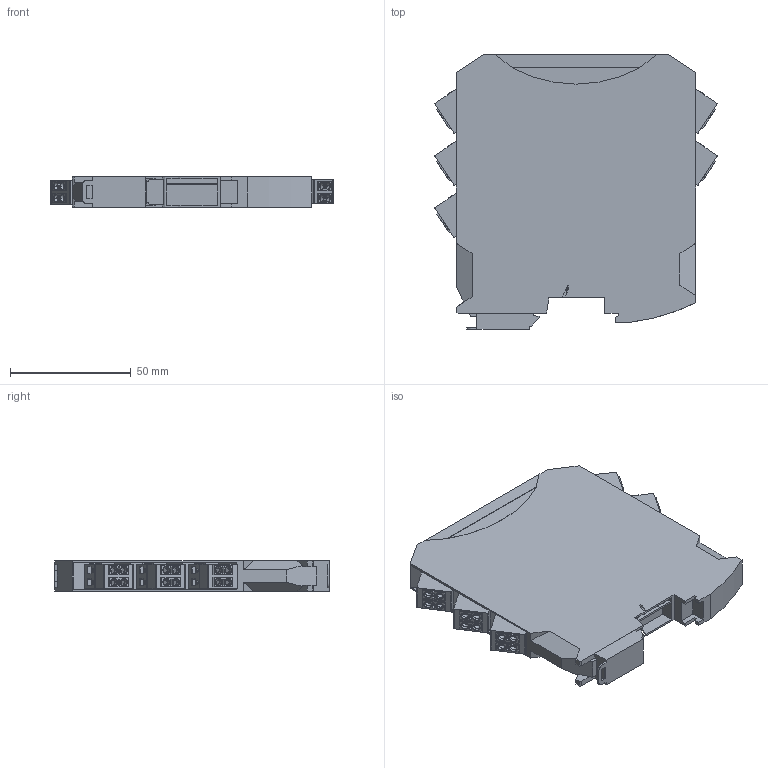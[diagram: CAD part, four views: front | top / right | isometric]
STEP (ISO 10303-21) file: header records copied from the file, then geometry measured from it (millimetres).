
FILE_DESCRIPTION (( 'STEP AP214' ), '1' );
FILE_NAME ('92xx_Trennstufen_ispac_Push-In.STEP', '2020-06-10T09:21:48', ( '' ), ( '' ), 'SwSTEP 2.0', 'SolidWorks 2018', '' );
FILE_SCHEMA (( 'AUTOMOTIVE_DESIGN' ));
Length unit declared in the file: millimetre
Products named in the file (6): ME_MAX_B-12.5_GY7042-select.1^pxc_2865450_09_MACX-MCR-EX-SL-NAM-2RO_3D(2); pxc_1713839_00_TVFKC-1-5-2-ST_GN_3D; 92xx_Trennstufen_ispac_Push-In; pxc_1713839_00_TVFKC-1-5-2-ST_BK_3D; 92xx_Module_iSpac MAXC_12.5-GY-pxc_2865450; pxc_1713839_00_TVFKC-1-5-2-ST_BU_3D
Assembly tree (7 placements, depth 2):
  92xx_Trennstufen_ispac_Push-In
    92xx_Module_iSpac MAXC_12.5-GY-pxc_2865450
    ME_MAX_B-12.5_GY7042-select.1^pxc_2865450_09_MACX-MCR-EX-SL-NAM-2RO_3D(2)
    pxc_1713839_00_TVFKC-1-5-2-ST_BU_3D  x2
    pxc_1713839_00_TVFKC-1-5-2-ST_BK_3D  x2
    pxc_1713839_00_TVFKC-1-5-2-ST_GN_3D
Bounding box: 116.8 x 113.7 x 12.6 mm (x, y, z)
Volume: 118086.8 mm3; surface area: 41798.5 mm2
Topology: 2 solids, 12 shells, 1158 faces, 2966 edges, 1935 vertices
Faces by surface type: plane 850, cylinder 203, cone 60, torus 40, bspline 5
Entity records: 29299 total; most frequent: CARTESIAN_POINT 4819, ORIENTED_EDGE 4387, DIRECTION 4223, EDGE_CURVE 2222, VECTOR 1767, LINE 1767, VERTEX_POINT 1458, AXIS2_PLACEMENT_3D 1228
